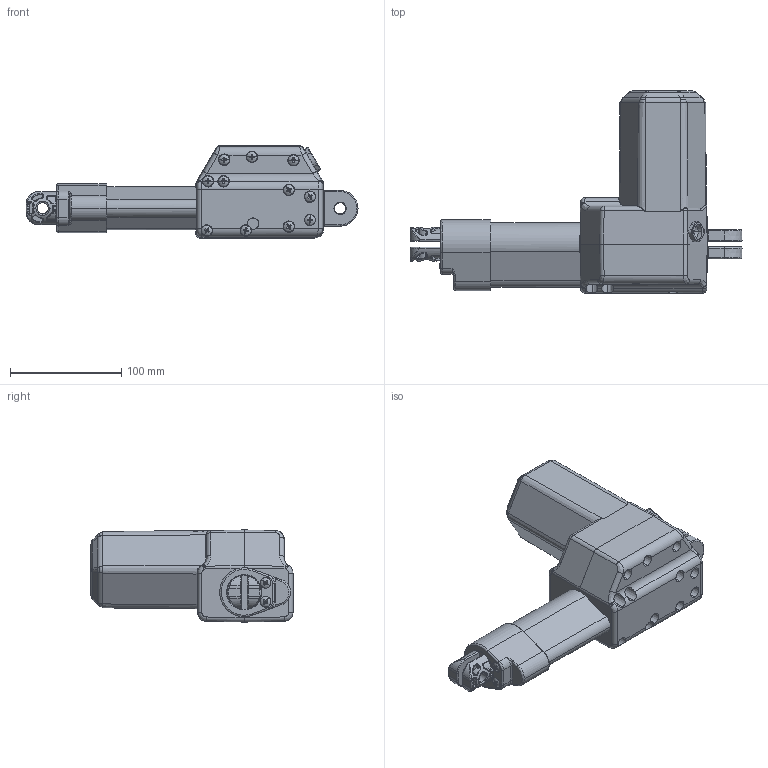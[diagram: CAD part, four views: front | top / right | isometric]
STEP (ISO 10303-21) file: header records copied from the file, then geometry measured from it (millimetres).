
FILE_DESCRIPTION (( 'STEP AP203' ), '1' );
FILE_NAME ('Deltadrive.STEP', '2012-12-20T11:16:01', ( 'admin' ), ( 'Hewlett-Packard Company' ), 'SwSTEP 2.0', 'SolidWorks 2012', '' );
FILE_SCHEMA (( 'CONFIG_CONTROL_DESIGN' ));
Length unit declared in the file: millimetre
Products named in the file (1): Deltadrive
Bounding box: 299.08 x 182 x 83 mm (x, y, z)
Volume: 1337003.9 mm3; surface area: 106781.6 mm2
Topology: 1 solids, 1 shells, 1187 faces, 2985 edges, 1815 vertices
Faces by surface type: plane 366, cylinder 315, bspline 285, cone 111, torus 78, sphere 32
Entity records: 48150 total; most frequent: CARTESIAN_POINT 22147, ORIENTED_EDGE 5904, DIRECTION 4938, EDGE_CURVE 2952, AXIS2_PLACEMENT_3D 1904, VERTEX_POINT 1815, EDGE_LOOP 1243, FACE_OUTER_BOUND 1187
